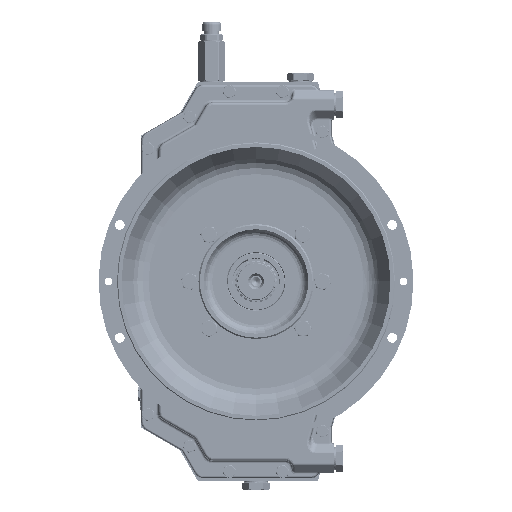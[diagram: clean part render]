
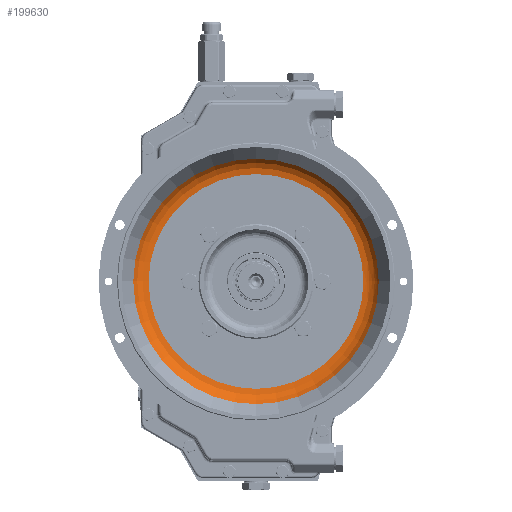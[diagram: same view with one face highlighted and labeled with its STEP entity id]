
A CAD part, top view. The second image highlights one B-rep face of the part: STEP entity #199630.
In plain terms, the highlighted toroidal (fillet/blend) face has major radius 121.341 mm and minor radius 20 mm.
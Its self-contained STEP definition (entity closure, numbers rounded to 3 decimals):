
#4236 = DIRECTION ( 'NONE',  ( 0., 0., -1. ) ) ;
#7527 = CARTESIAN_POINT ( 'NONE',  ( -138.662, 0., -20. ) ) ;
#13690 = CIRCLE ( 'NONE', #197871, 121.341 ) ;
#13916 = CARTESIAN_POINT ( 'NONE',  ( 0., 0., -30. ) ) ;
#14099 = ORIENTED_EDGE ( 'NONE', *, *, #73088, .F. ) ;
#16652 = VERTEX_POINT ( 'NONE', #7527 ) ;
#32815 = DIRECTION ( 'NONE',  ( -1., 0., 0. ) ) ;
#37173 = CIRCLE ( 'NONE', #131110, 138.662 ) ;
#41300 = CARTESIAN_POINT ( 'NONE',  ( 0., 0., -10. ) ) ;
#57314 = VERTEX_POINT ( 'NONE', #85878 ) ;
#69201 = DIRECTION ( 'NONE',  ( 0., 0., -1. ) ) ;
#73088 = EDGE_CURVE ( 'NONE', #16652, #16652, #37173, .T. ) ;
#85878 = CARTESIAN_POINT ( 'NONE',  ( -121.341, 0., -30. ) ) ;
#101755 = AXIS2_PLACEMENT_3D ( 'NONE', #41300, #4236, #135875 ) ;
#114129 = TOROIDAL_SURFACE ( 'NONE', #101755, 121.341, 20. ) ;
#131110 = AXIS2_PLACEMENT_3D ( 'NONE', #182039, #69201, #201015 ) ;
#135875 = DIRECTION ( 'NONE',  ( -1., 0., 0. ) ) ;
#137642 = FACE_OUTER_BOUND ( 'NONE', #160805, .T. ) ;
#145532 = DIRECTION ( 'NONE',  ( 0., 0., -1. ) ) ;
#160805 = EDGE_LOOP ( 'NONE', ( #14099 ) ) ;
#169494 = ORIENTED_EDGE ( 'NONE', *, *, #240293, .T. ) ;
#181949 = FACE_OUTER_BOUND ( 'NONE', #218131, .T. ) ;
#182039 = CARTESIAN_POINT ( 'NONE',  ( 0., 0., -20. ) ) ;
#197871 = AXIS2_PLACEMENT_3D ( 'NONE', #13916, #145532, #32815 ) ;
#199630 = ADVANCED_FACE ( 'NONE', ( #181949, #137642 ), #114129, .F. ) ;
#201015 = DIRECTION ( 'NONE',  ( -1., 0., 0. ) ) ;
#218131 = EDGE_LOOP ( 'NONE', ( #169494 ) ) ;
#240293 = EDGE_CURVE ( 'NONE', #57314, #57314, #13690, .T. ) ;
